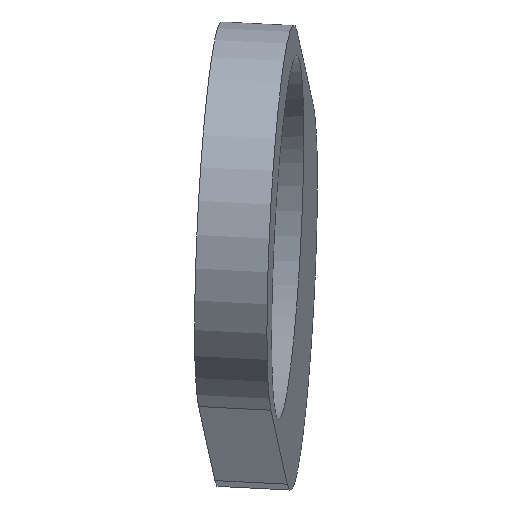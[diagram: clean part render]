
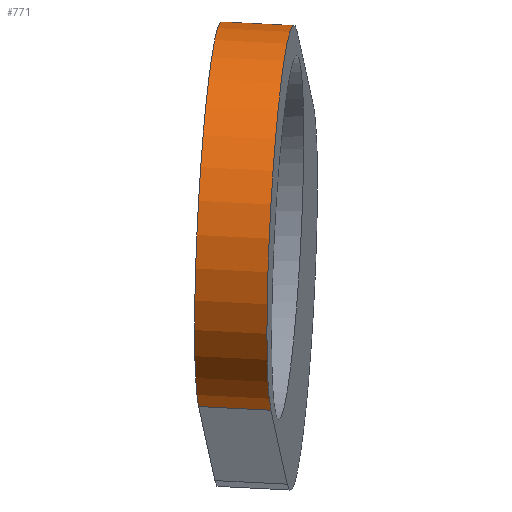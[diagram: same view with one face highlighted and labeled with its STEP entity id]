
A CAD part, isometric view. The second image highlights one B-rep face of the part: STEP entity #771.
In plain terms, the highlighted cylindrical face has radius 27 mm (diameter 54 mm), a partial arc.
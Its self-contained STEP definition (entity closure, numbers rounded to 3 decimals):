
#33 = PLANE('',#34);
#34 = AXIS2_PLACEMENT_3D('',#35,#36,#37);
#35 = CARTESIAN_POINT('',(6450.606,-8262.373,627.5)
  );
#36 = DIRECTION('',(0.643,-0.766,0.));
#37 = DIRECTION('',(0.766,0.643,0.));
#174 = VERTEX_POINT('',#175);
#175 = CARTESIAN_POINT('',(6427.115,-8282.084,
    1010.123));
#189 = PLANE('',#190);
#190 = AXIS2_PLACEMENT_3D('',#191,#192,#193);
#191 = CARTESIAN_POINT('',(6446.836,-8265.536,
    979.508));
#192 = DIRECTION('',(0.586,0.492,0.644));
#193 = DIRECTION('',(0.643,-0.766,0.)
  );
#201 = EDGE_CURVE('',#174,#202,#204,.T.);
#202 = VERTEX_POINT('',#203);
#203 = CARTESIAN_POINT('',(6429.634,-8279.97,
    1048.165));
#204 = SURFACE_CURVE('',#205,(#210,#221),.PCURVE_S1.);
#205 = CIRCLE('',#206,27.);
#206 = AXIS2_PLACEMENT_3D('',#207,#208,#209);
#207 = CARTESIAN_POINT('',(6442.945,-8268.801,
    1027.5));
#208 = DIRECTION('',(-0.643,0.766,0.)
  );
#209 = DIRECTION('',(0.493,0.414,-0.765));
#210 = PCURVE('',#33,#211);
#211 = DEFINITIONAL_REPRESENTATION('',(#212),#220);
#212 = ( BOUNDED_CURVE() B_SPLINE_CURVE(2,(#213,#214,#215,#216,#217,#218
,#219),.UNSPECIFIED.,.T.,.F.) B_SPLINE_CURVE_WITH_KNOTS((1,2,2,2,2,1),(
    -2.094,0.,2.094,4.189,6.283,
8.378),.UNSPECIFIED.) CURVE() GEOMETRIC_REPRESENTATION_ITEM() 
RATIONAL_B_SPLINE_CURVE((1.,0.5,1.,0.5,1.,0.5,1.)) REPRESENTATION_ITEM(
  '') );
#213 = CARTESIAN_POINT('',(7.377,379.335));
#214 = CARTESIAN_POINT('',(-28.415,349.237));
#215 = CARTESIAN_POINT('',(-36.585,395.283));
#216 = CARTESIAN_POINT('',(-44.754,441.33));
#217 = CARTESIAN_POINT('',(-0.792,425.381));
#218 = CARTESIAN_POINT('',(43.17,409.433));
#219 = CARTESIAN_POINT('',(7.377,379.335));
#220 = ( GEOMETRIC_REPRESENTATION_CONTEXT(2) 
PARAMETRIC_REPRESENTATION_CONTEXT() REPRESENTATION_CONTEXT('2D SPACE',''
  ) );
#221 = PCURVE('',#222,#227);
#222 = CYLINDRICAL_SURFACE('',#223,27.);
#223 = AXIS2_PLACEMENT_3D('',#224,#225,#226);
#224 = CARTESIAN_POINT('',(6446.584,-8273.137,
    1027.5));
#225 = DIRECTION('',(0.643,-0.766,0.));
#226 = DIRECTION('',(0.493,0.414,-0.765));
#227 = DEFINITIONAL_REPRESENTATION('',(#228),#232);
#228 = LINE('',#229,#230);
#229 = CARTESIAN_POINT('',(6.283,-5.66));
#230 = VECTOR('',#231,1.);
#231 = DIRECTION('',(-1.,0.));
#232 = ( GEOMETRIC_REPRESENTATION_CONTEXT(2) 
PARAMETRIC_REPRESENTATION_CONTEXT() REPRESENTATION_CONTEXT('2D SPACE',''
  ) );
#234 = EDGE_CURVE('',#202,#235,#237,.T.);
#235 = VERTEX_POINT('',#236);
#236 = CARTESIAN_POINT('',(6458.776,-8255.518,
    1044.877));
#237 = SURFACE_CURVE('',#238,(#243,#254),.PCURVE_S1.);
#238 = CIRCLE('',#239,27.);
#239 = AXIS2_PLACEMENT_3D('',#240,#241,#242);
#240 = CARTESIAN_POINT('',(6442.945,-8268.801,
    1027.5));
#241 = DIRECTION('',(-0.643,0.766,0.)
  );
#242 = DIRECTION('',(0.493,0.414,-0.765));
#243 = PCURVE('',#33,#244);
#244 = DEFINITIONAL_REPRESENTATION('',(#245),#253);
#245 = ( BOUNDED_CURVE() B_SPLINE_CURVE(2,(#246,#247,#248,#249,#250,#251
,#252),.UNSPECIFIED.,.T.,.F.) B_SPLINE_CURVE_WITH_KNOTS((1,2,2,2,2,1),(
    -2.094,0.,2.094,4.189,6.283,
8.378),.UNSPECIFIED.) CURVE() GEOMETRIC_REPRESENTATION_ITEM() 
RATIONAL_B_SPLINE_CURVE((1.,0.5,1.,0.5,1.,0.5,1.)) REPRESENTATION_ITEM(
  '') );
#246 = CARTESIAN_POINT('',(7.377,379.335));
#247 = CARTESIAN_POINT('',(-28.415,349.237));
#248 = CARTESIAN_POINT('',(-36.585,395.283));
#249 = CARTESIAN_POINT('',(-44.754,441.33));
#250 = CARTESIAN_POINT('',(-0.792,425.381));
#251 = CARTESIAN_POINT('',(43.17,409.433));
#252 = CARTESIAN_POINT('',(7.377,379.335));
#253 = ( GEOMETRIC_REPRESENTATION_CONTEXT(2) 
PARAMETRIC_REPRESENTATION_CONTEXT() REPRESENTATION_CONTEXT('2D SPACE',''
  ) );
#254 = PCURVE('',#222,#255);
#255 = DEFINITIONAL_REPRESENTATION('',(#256),#260);
#256 = LINE('',#257,#258);
#257 = CARTESIAN_POINT('',(6.283,-5.66));
#258 = VECTOR('',#259,1.);
#259 = DIRECTION('',(-1.,0.));
#260 = ( GEOMETRIC_REPRESENTATION_CONTEXT(2) 
PARAMETRIC_REPRESENTATION_CONTEXT() REPRESENTATION_CONTEXT('2D SPACE',''
  ) );
#278 = PLANE('',#279);
#279 = AXIS2_PLACEMENT_3D('',#280,#281,#282);
#280 = CARTESIAN_POINT('',(6322.872,-8093.554,
    1044.877));
#281 = DIRECTION('',(0.586,0.492,0.644));
#282 = DIRECTION('',(0.643,-0.766,0.)
  );
#369 = VERTEX_POINT('',#370);
#370 = CARTESIAN_POINT('',(6433.543,-8289.744,
    1010.123));
#384 = PLANE('',#385);
#385 = AXIS2_PLACEMENT_3D('',#386,#387,#388);
#386 = CARTESIAN_POINT('',(6457.034,-8270.033,627.5)
  );
#387 = DIRECTION('',(0.643,-0.766,0.));
#388 = DIRECTION('',(0.766,0.643,0.));
#396 = EDGE_CURVE('',#369,#174,#397,.T.);
#397 = SURFACE_CURVE('',#398,(#402,#409),.PCURVE_S1.);
#398 = LINE('',#399,#400);
#399 = CARTESIAN_POINT('',(6287.573,-8115.784,
    1010.123));
#400 = VECTOR('',#401,1.);
#401 = DIRECTION('',(-0.643,0.766,0.));
#402 = PCURVE('',#189,#403);
#403 = DEFINITIONAL_REPRESENTATION('',(#404),#408);
#404 = LINE('',#405,#406);
#405 = CARTESIAN_POINT('',(-217.089,-40.));
#406 = VECTOR('',#407,1.);
#407 = DIRECTION('',(-1.,0.));
#408 = ( GEOMETRIC_REPRESENTATION_CONTEXT(2) 
PARAMETRIC_REPRESENTATION_CONTEXT() REPRESENTATION_CONTEXT('2D SPACE',''
  ) );
#409 = PCURVE('',#222,#410);
#410 = DEFINITIONAL_REPRESENTATION('',(#411),#415);
#411 = LINE('',#412,#413);
#412 = CARTESIAN_POINT('',(4.712,-222.75));
#413 = VECTOR('',#414,1.);
#414 = DIRECTION('',(0.,-1.));
#415 = ( GEOMETRIC_REPRESENTATION_CONTEXT(2) 
PARAMETRIC_REPRESENTATION_CONTEXT() REPRESENTATION_CONTEXT('2D SPACE',''
  ) );
#587 = VERTEX_POINT('',#588);
#588 = CARTESIAN_POINT('',(6465.203,-8263.178,
    1044.877));
#609 = EDGE_CURVE('',#610,#587,#612,.T.);
#610 = VERTEX_POINT('',#611);
#611 = CARTESIAN_POINT('',(6436.062,-8287.631,
    1048.165));
#612 = SURFACE_CURVE('',#613,(#618,#629),.PCURVE_S1.);
#613 = CIRCLE('',#614,27.);
#614 = AXIS2_PLACEMENT_3D('',#615,#616,#617);
#615 = CARTESIAN_POINT('',(6449.373,-8276.461,
    1027.5));
#616 = DIRECTION('',(-0.643,0.766,0.)
  );
#617 = DIRECTION('',(0.493,0.414,-0.765));
#618 = PCURVE('',#384,#619);
#619 = DEFINITIONAL_REPRESENTATION('',(#620),#628);
#620 = ( BOUNDED_CURVE() B_SPLINE_CURVE(2,(#621,#622,#623,#624,#625,#626
,#627),.UNSPECIFIED.,.T.,.F.) B_SPLINE_CURVE_WITH_KNOTS((1,2,2,2,2,1),(
    -2.094,0.,2.094,4.189,6.283,
8.378),.UNSPECIFIED.) CURVE() GEOMETRIC_REPRESENTATION_ITEM() 
RATIONAL_B_SPLINE_CURVE((1.,0.5,1.,0.5,1.,0.5,1.)) REPRESENTATION_ITEM(
  '') );
#621 = CARTESIAN_POINT('',(7.377,379.335));
#622 = CARTESIAN_POINT('',(-28.415,349.237));
#623 = CARTESIAN_POINT('',(-36.585,395.283));
#624 = CARTESIAN_POINT('',(-44.754,441.33));
#625 = CARTESIAN_POINT('',(-0.792,425.381));
#626 = CARTESIAN_POINT('',(43.17,409.433));
#627 = CARTESIAN_POINT('',(7.377,379.335));
#628 = ( GEOMETRIC_REPRESENTATION_CONTEXT(2) 
PARAMETRIC_REPRESENTATION_CONTEXT() REPRESENTATION_CONTEXT('2D SPACE',''
  ) );
#629 = PCURVE('',#222,#630);
#630 = DEFINITIONAL_REPRESENTATION('',(#631),#635);
#631 = LINE('',#632,#633);
#632 = CARTESIAN_POINT('',(6.283,4.34));
#633 = VECTOR('',#634,1.);
#634 = DIRECTION('',(-1.,0.));
#635 = ( GEOMETRIC_REPRESENTATION_CONTEXT(2) 
PARAMETRIC_REPRESENTATION_CONTEXT() REPRESENTATION_CONTEXT('2D SPACE',''
  ) );
#637 = EDGE_CURVE('',#369,#610,#638,.T.);
#638 = SURFACE_CURVE('',#639,(#644,#655),.PCURVE_S1.);
#639 = CIRCLE('',#640,27.);
#640 = AXIS2_PLACEMENT_3D('',#641,#642,#643);
#641 = CARTESIAN_POINT('',(6449.373,-8276.461,
    1027.5));
#642 = DIRECTION('',(-0.643,0.766,0.)
  );
#643 = DIRECTION('',(0.493,0.414,-0.765));
#644 = PCURVE('',#384,#645);
#645 = DEFINITIONAL_REPRESENTATION('',(#646),#654);
#646 = ( BOUNDED_CURVE() B_SPLINE_CURVE(2,(#647,#648,#649,#650,#651,#652
,#653),.UNSPECIFIED.,.T.,.F.) B_SPLINE_CURVE_WITH_KNOTS((1,2,2,2,2,1),(
    -2.094,0.,2.094,4.189,6.283,
8.378),.UNSPECIFIED.) CURVE() GEOMETRIC_REPRESENTATION_ITEM() 
RATIONAL_B_SPLINE_CURVE((1.,0.5,1.,0.5,1.,0.5,1.)) REPRESENTATION_ITEM(
  '') );
#647 = CARTESIAN_POINT('',(7.377,379.335));
#648 = CARTESIAN_POINT('',(-28.415,349.237));
#649 = CARTESIAN_POINT('',(-36.585,395.283));
#650 = CARTESIAN_POINT('',(-44.754,441.33));
#651 = CARTESIAN_POINT('',(-0.792,425.381));
#652 = CARTESIAN_POINT('',(43.17,409.433));
#653 = CARTESIAN_POINT('',(7.377,379.335));
#654 = ( GEOMETRIC_REPRESENTATION_CONTEXT(2) 
PARAMETRIC_REPRESENTATION_CONTEXT() REPRESENTATION_CONTEXT('2D SPACE',''
  ) );
#655 = PCURVE('',#222,#656);
#656 = DEFINITIONAL_REPRESENTATION('',(#657),#661);
#657 = LINE('',#658,#659);
#658 = CARTESIAN_POINT('',(6.283,4.34));
#659 = VECTOR('',#660,1.);
#660 = DIRECTION('',(-1.,0.));
#661 = ( GEOMETRIC_REPRESENTATION_CONTEXT(2) 
PARAMETRIC_REPRESENTATION_CONTEXT() REPRESENTATION_CONTEXT('2D SPACE',''
  ) );
#690 = EDGE_CURVE('',#235,#587,#691,.T.);
#691 = SURFACE_CURVE('',#692,(#696,#703),.PCURVE_S1.);
#692 = LINE('',#693,#694);
#693 = CARTESIAN_POINT('',(6461.99,-8259.348,
    1044.877));
#694 = VECTOR('',#695,1.);
#695 = DIRECTION('',(0.643,-0.766,0.));
#696 = PCURVE('',#278,#697);
#697 = DEFINITIONAL_REPRESENTATION('',(#698),#702);
#698 = LINE('',#699,#700);
#699 = CARTESIAN_POINT('',(216.429,0.));
#700 = VECTOR('',#701,1.);
#701 = DIRECTION('',(1.,0.));
#702 = ( GEOMETRIC_REPRESENTATION_CONTEXT(2) 
PARAMETRIC_REPRESENTATION_CONTEXT() REPRESENTATION_CONTEXT('2D SPACE',''
  ) );
#703 = PCURVE('',#222,#704);
#704 = DEFINITIONAL_REPRESENTATION('',(#705),#709);
#705 = LINE('',#706,#707);
#706 = CARTESIAN_POINT('',(1.571,-0.661));
#707 = VECTOR('',#708,1.);
#708 = DIRECTION('',(0.,1.));
#709 = ( GEOMETRIC_REPRESENTATION_CONTEXT(2) 
PARAMETRIC_REPRESENTATION_CONTEXT() REPRESENTATION_CONTEXT('2D SPACE',''
  ) );
#771 = ADVANCED_FACE('',(#772),#222,.T.);
#772 = FACE_BOUND('',#773,.T.);
#773 = EDGE_LOOP('',(#774,#775,#776,#777,#778,#779));
#774 = ORIENTED_EDGE('',*,*,#234,.F.);
#775 = ORIENTED_EDGE('',*,*,#201,.F.);
#776 = ORIENTED_EDGE('',*,*,#396,.F.);
#777 = ORIENTED_EDGE('',*,*,#637,.T.);
#778 = ORIENTED_EDGE('',*,*,#609,.T.);
#779 = ORIENTED_EDGE('',*,*,#690,.F.);
